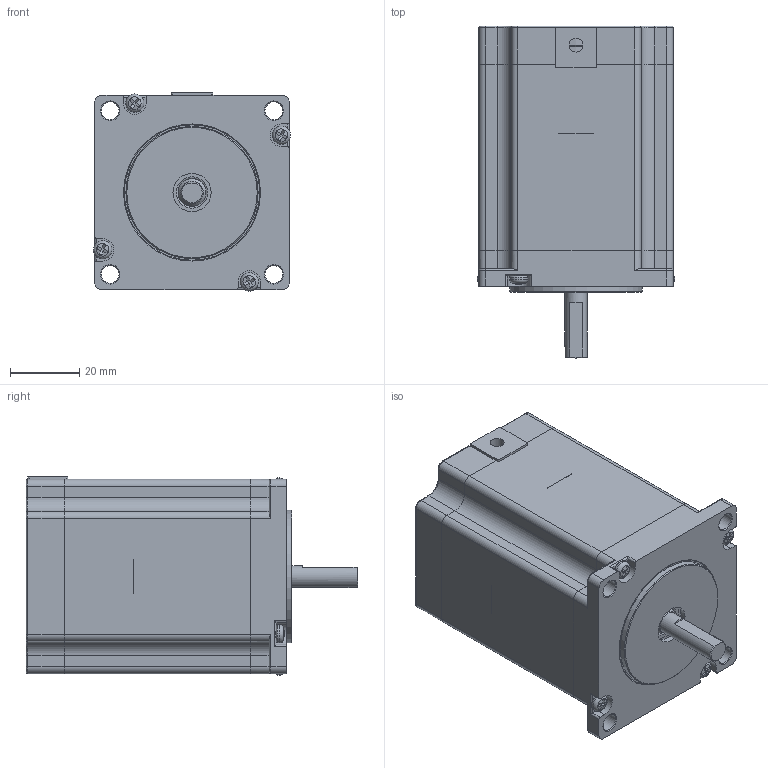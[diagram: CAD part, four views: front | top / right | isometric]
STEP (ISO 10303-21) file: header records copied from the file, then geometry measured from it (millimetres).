
FILE_DESCRIPTION(/* description */ ('Alibre Inc.'),/* implementation_level */ '2;1');
FILE_NAME(/* name */ 'export-BDC0EBDB-AB83-4154-908F-2A951204B3F2',/* time_stamp */ '2021-01-18T12:11:32+01:00',/* author */ (''),/* organization */ (''),/* preprocessor_version */ 'ST-DEVELOPER v17',/* originating_system */ 'Alibre',/* authorisation */ '');
FILE_SCHEMA (('AUTOMOTIVE_DESIGN'));
Length unit declared in the file: millimetre
Products named in the file (11): ID_1
Bounding box: 56.79 x 95.6 x 57.1 mm (x, y, z)
Volume: 93789.2 mm3; surface area: 68200.9 mm2
Topology: 14 solids, 78 shells, 2124 faces, 5717 edges, 3774 vertices
Faces by surface type: plane 933, bspline 754, cylinder 360, torus 42, cone 29, sphere 6
Full cylindrical faces by diameter (mm): 2.5 x4, 2.6 x4, 3 x4, 3.3 x4, 3.4 x4, 4 x1, 5.1 x4, 5.3 x4, 6.35 x1, 8 x4, 10 x2, 11 x1, 11.297 x4, 15 x1, 17.7 x1, 18 x1, 18.295 x4, 20 x1, 21.3 x1, 22 x4, 35 x2, 36 x2, 38.1 x1, 52 x1, 53 x2
Entity records: 65065 total; most frequent: CARTESIAN_POINT 20839, ORIENTED_EDGE 10796, DIRECTION 5828, EDGE_CURVE 5398, VERTEX_POINT 3609, VECTOR 2794, LINE 2794, EDGE_LOOP 2205
